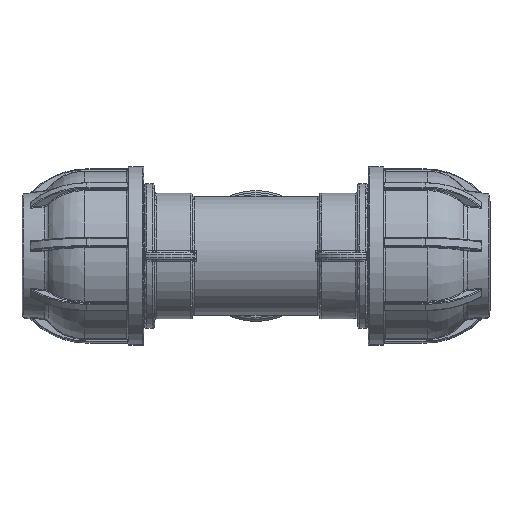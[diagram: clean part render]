
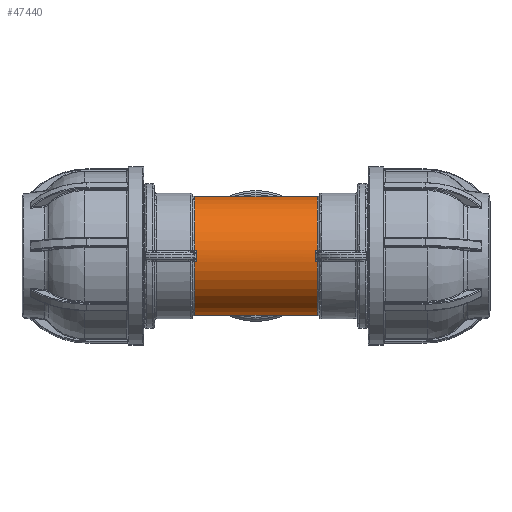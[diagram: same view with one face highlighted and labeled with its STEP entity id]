
A CAD part, front view. The second image highlights one B-rep face of the part: STEP entity #47440.
In plain terms, the highlighted cylindrical face has radius 28.75 mm (diameter 57.5 mm), a partial arc.
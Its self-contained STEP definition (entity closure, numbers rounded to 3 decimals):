
#11893 = VERTEX_POINT ( 'NONE', #34176 ) ;
#11894 = VERTEX_POINT ( 'NONE', #34177 ) ;
#11895 = VERTEX_POINT ( 'NONE', #34179 ) ;
#11896 = VERTEX_POINT ( 'NONE', #34181 ) ;
#11963 = VERTEX_POINT ( 'NONE', #34295 ) ;
#11964 = VERTEX_POINT ( 'NONE', #34296 ) ;
#11965 = VERTEX_POINT ( 'NONE', #34298 ) ;
#11966 = VERTEX_POINT ( 'NONE', #34300 ) ;
#11967 = VERTEX_POINT ( 'NONE', #34302 ) ;
#11968 = VERTEX_POINT ( 'NONE', #34304 ) ;
#11969 = VERTEX_POINT ( 'NONE', #34306 ) ;
#11973 = VERTEX_POINT ( 'NONE', #34313 ) ;
#13385 = ORIENTED_EDGE ( 'NONE', *, *, #30811, .T. ) ;
#13387 = ORIENTED_EDGE ( 'NONE', *, *, #30812, .T. ) ;
#13388 = ORIENTED_EDGE ( 'NONE', *, *, #30810, .T. ) ;
#13389 = ORIENTED_EDGE ( 'NONE', *, *, #30813, .T. ) ;
#13390 = ORIENTED_EDGE ( 'NONE', *, *, #30814, .T. ) ;
#13391 = ORIENTED_EDGE ( 'NONE', *, *, #30815, .T. ) ;
#13392 = ORIENTED_EDGE ( 'NONE', *, *, #30816, .T. ) ;
#13393 = ORIENTED_EDGE ( 'NONE', *, *, #30817, .F. ) ;
#13394 = ORIENTED_EDGE ( 'NONE', *, *, #30818, .T. ) ;
#13395 = ORIENTED_EDGE ( 'NONE', *, *, #30819, .T. ) ;
#13396 = ORIENTED_EDGE ( 'NONE', *, *, #30820, .T. ) ;
#13397 = ORIENTED_EDGE ( 'NONE', *, *, #30821, .T. ) ;
#15300 = EDGE_LOOP ( 'NONE', ( #13385, #13388, #13387, #13389, #13390, #13391, #13392, #13393, #13394, #13395, #13396, #13397 ) ) ;
#30810 = EDGE_CURVE ( 'NONE', #11965, #11963, #35226, .T. ) ;
#30811 = EDGE_CURVE ( 'NONE', #11964, #11965, #50088, .T. ) ;
#30812 = EDGE_CURVE ( 'NONE', #11963, #11966, #50082, .T. ) ;
#30813 = EDGE_CURVE ( 'NONE', #11966, #11967, #35228, .T. ) ;
#30814 = EDGE_CURVE ( 'NONE', #11967, #11969, #64411, .T. ) ;
#30815 = EDGE_CURVE ( 'NONE', #11969, #11968, #35230, .T. ) ;
#30816 = EDGE_CURVE ( 'NONE', #11968, #11973, #50084, .T. ) ;
#30817 = EDGE_CURVE ( 'NONE', #11896, #11973, #35232, .T. ) ;
#30818 = EDGE_CURVE ( 'NONE', #11896, #11895, #50096, .T. ) ;
#30819 = EDGE_CURVE ( 'NONE', #11895, #11894, #35234, .T. ) ;
#30820 = EDGE_CURVE ( 'NONE', #11894, #11893, #64412, .T. ) ;
#30821 = EDGE_CURVE ( 'NONE', #11893, #11964, #35236, .T. ) ;
#34176 = CARTESIAN_POINT ( 'NONE',  ( -28.693, -28.618, -2.754 ) ) ;
#34177 = CARTESIAN_POINT ( 'NONE',  ( -28.693, -28.618, 2.754 ) ) ;
#34179 = CARTESIAN_POINT ( 'NONE',  ( -29.75, -28.618, 2.754 ) ) ;
#34181 = CARTESIAN_POINT ( 'NONE',  ( -29.75, 0., 28.75 ) ) ;
#34295 = CARTESIAN_POINT ( 'NONE',  ( 29.75, 0., -28.75 ) ) ;
#34296 = CARTESIAN_POINT ( 'NONE',  ( -29.75, -28.618, -2.754 ) ) ;
#34298 = CARTESIAN_POINT ( 'NONE',  ( -29.75, 0., -28.75 ) ) ;
#34300 = CARTESIAN_POINT ( 'NONE',  ( 29.75, -28.618, -2.754 ) ) ;
#34302 = CARTESIAN_POINT ( 'NONE',  ( 28.693, -28.618, -2.754 ) ) ;
#34304 = CARTESIAN_POINT ( 'NONE',  ( 29.75, -28.618, 2.754 ) ) ;
#34306 = CARTESIAN_POINT ( 'NONE',  ( 28.693, -28.618, 2.754 ) ) ;
#34313 = CARTESIAN_POINT ( 'NONE',  ( 29.75, 0., 28.75 ) ) ;
#35226 = LINE ( 'NONE', #49443, #50089 ) ;
#35228 = LINE ( 'NONE', #49458, #50092 ) ;
#35230 = LINE ( 'NONE', #49470, #50094 ) ;
#35232 = LINE ( 'NONE', #49479, #50097 ) ;
#35234 = LINE ( 'NONE', #49489, #50100 ) ;
#35236 = LINE ( 'NONE', #49500, #50102 ) ;
#36189 = FACE_OUTER_BOUND ( 'NONE', #15300, .T. ) ;
#36191 = CYLINDRICAL_SURFACE ( 'NONE', #51068, 28.75 ) ;
#47440 = ADVANCED_FACE ( 'NONE', ( #36189 ), #36191, .T. ) ;
#49443 = CARTESIAN_POINT ( 'NONE',  ( 0., 0., -28.75 ) ) ;
#49445 = DIRECTION ( 'NONE',  ( 1., 0., 0. ) ) ;
#49447 = CARTESIAN_POINT ( 'NONE',  ( -29.75, 0., 0. ) ) ;
#49449 = DIRECTION ( 'NONE',  ( 1., 0., 0. ) ) ;
#49450 = DIRECTION ( 'NONE',  ( 0., 0., -1. ) ) ;
#49453 = CARTESIAN_POINT ( 'NONE',  ( 29.75, 0., 0. ) ) ;
#49454 = DIRECTION ( 'NONE',  ( -1., 0., 0. ) ) ;
#49456 = DIRECTION ( 'NONE',  ( 0., 0., 1. ) ) ;
#49458 = CARTESIAN_POINT ( 'NONE',  ( 0., -28.618, -2.754 ) ) ;
#49460 = DIRECTION ( 'NONE',  ( -1., 0., 0. ) ) ;
#49462 = CARTESIAN_POINT ( 'NONE',  ( 28.693, -28.618, -2.754 ) ) ;
#49464 = CARTESIAN_POINT ( 'NONE',  ( 28.807, -28.794, -0.924 ) ) ;
#49466 = CARTESIAN_POINT ( 'NONE',  ( 28.807, -28.794, 0.924 ) ) ;
#49467 = CARTESIAN_POINT ( 'NONE',  ( 28.693, -28.618, 2.754 ) ) ;
#49470 = CARTESIAN_POINT ( 'NONE',  ( 0., -28.618, 2.754 ) ) ;
#49471 = DIRECTION ( 'NONE',  ( 1., 0., 0. ) ) ;
#49474 = CARTESIAN_POINT ( 'NONE',  ( 29.75, 0., 0. ) ) ;
#49475 = DIRECTION ( 'NONE',  ( -1., 0., 0. ) ) ;
#49477 = DIRECTION ( 'NONE',  ( 0., 0., 1. ) ) ;
#49479 = CARTESIAN_POINT ( 'NONE',  ( 0., 0., 28.75 ) ) ;
#49481 = DIRECTION ( 'NONE',  ( 1., 0., 0. ) ) ;
#49483 = CARTESIAN_POINT ( 'NONE',  ( -29.75, 0., 0. ) ) ;
#49485 = DIRECTION ( 'NONE',  ( 1., 0., 0. ) ) ;
#49487 = DIRECTION ( 'NONE',  ( 0., 0., -1. ) ) ;
#49489 = CARTESIAN_POINT ( 'NONE',  ( 0., -28.618, 2.754 ) ) ;
#49491 = DIRECTION ( 'NONE',  ( 1., 0., 0. ) ) ;
#49493 = CARTESIAN_POINT ( 'NONE',  ( -28.693, -28.618, 2.754 ) ) ;
#49495 = CARTESIAN_POINT ( 'NONE',  ( -28.807, -28.794, 0.924 ) ) ;
#49496 = CARTESIAN_POINT ( 'NONE',  ( -28.807, -28.794, -0.924 ) ) ;
#49498 = CARTESIAN_POINT ( 'NONE',  ( -28.693, -28.618, -2.754 ) ) ;
#49500 = CARTESIAN_POINT ( 'NONE',  ( 0., -28.618, -2.754 ) ) ;
#49502 = DIRECTION ( 'NONE',  ( -1., 0., 0. ) ) ;
#50082 = CIRCLE ( 'NONE', #50091, 28.75 ) ;
#50084 = CIRCLE ( 'NONE', #50095, 28.75 ) ;
#50088 = CIRCLE ( 'NONE', #50090, 28.75 ) ;
#50089 = VECTOR ( 'NONE', #49445, 1000. ) ;
#50090 = AXIS2_PLACEMENT_3D ( 'NONE', #49447, #49449, #49450 ) ;
#50091 = AXIS2_PLACEMENT_3D ( 'NONE', #49453, #49454, #49456 ) ;
#50092 = VECTOR ( 'NONE', #49460, 1000. ) ;
#50094 = VECTOR ( 'NONE', #49471, 1000. ) ;
#50095 = AXIS2_PLACEMENT_3D ( 'NONE', #49474, #49475, #49477 ) ;
#50096 = CIRCLE ( 'NONE', #50098, 28.75 ) ;
#50097 = VECTOR ( 'NONE', #49481, 1000. ) ;
#50098 = AXIS2_PLACEMENT_3D ( 'NONE', #49483, #49485, #49487 ) ;
#50100 = VECTOR ( 'NONE', #49491, 1000. ) ;
#50102 = VECTOR ( 'NONE', #49502, 1000. ) ;
#51068 = AXIS2_PLACEMENT_3D ( 'NONE', #58933, #58934, #58935 ) ;
#58933 = CARTESIAN_POINT ( 'NONE',  ( 0., 0., 0. ) ) ;
#58934 = DIRECTION ( 'NONE',  ( 1., 0., 0. ) ) ;
#58935 = DIRECTION ( 'NONE',  ( 0., 0., 1. ) ) ;
#64411 = B_SPLINE_CURVE_WITH_KNOTS ( 'NONE', 3,
 ( #49462, #49464, #49466, #49467 ),
 .UNSPECIFIED., .F., .F.,
 ( 4, 4 ),
 ( 0., 0.006 ),
 .UNSPECIFIED. ) ;
#64412 = B_SPLINE_CURVE_WITH_KNOTS ( 'NONE', 3,
 ( #49493, #49495, #49496, #49498 ),
 .UNSPECIFIED., .F., .F.,
 ( 4, 4 ),
 ( 0., 0.006 ),
 .UNSPECIFIED. ) ;
